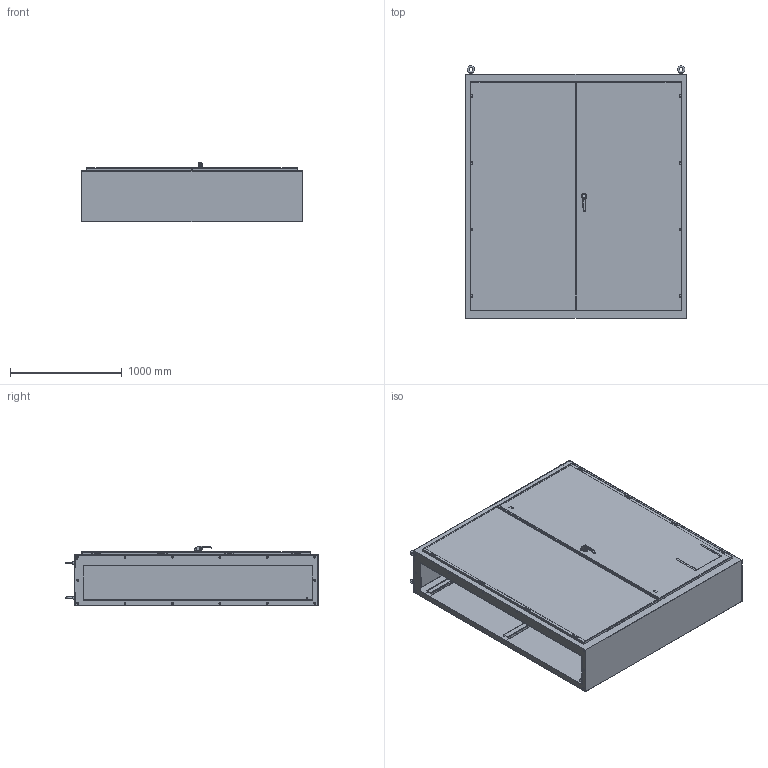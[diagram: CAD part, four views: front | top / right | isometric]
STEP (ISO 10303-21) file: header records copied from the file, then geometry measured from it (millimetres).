
FILE_DESCRIPTION (( 'STEP AP214' ), '1' );
FILE_NAME ('SCE-N86RU7818_REV1.STEP', '2024-05-10T12:49:45', ( '' ), ( '' ), 'SwSTEP 2.0', 'SolidWorks 2023', '' );
FILE_SCHEMA (( 'AUTOMOTIVE_DESIGN' ));
Length unit declared in the file: inch
Products named in the file (1): SCE-N86RU7818_REV1
Bounding box: 1974.85 x 2259.01 x 534.57 mm (x, y, z)
Volume: 35455421.7 mm3; surface area: 26778154.9 mm2
Topology: 34 solids, 42 shells, 5069 faces, 13237 edges, 8335 vertices
Faces by surface type: plane 2403, cylinder 1662, bspline 835, cone 145, torus 24
Full cylindrical faces by diameter (mm): 1.016 x8, 3.978 x8, 4.318 x40, 4.978 x32, 5.016 x2, 5.207 x16, 5.232 x16, 5.537 x8, 6.096 x16, 6.198 x16, 6.35 x16, 9.525 x18, 10.323 x16, 11.112 x5, 11.113 x7, 14.805 x2, 15.24 x4, 16 x1, 16.392 x6, 16.393 x6, 29.8 x4
Entity records: 236527 total; most frequent: CARTESIAN_POINT 120475, ORIENTED_EDGE 25064, DIRECTION 21954, EDGE_CURVE 12532, VERTEX_POINT 8113, AXIS2_PLACEMENT_3D 7668, VECTOR 6618, LINE 6618
